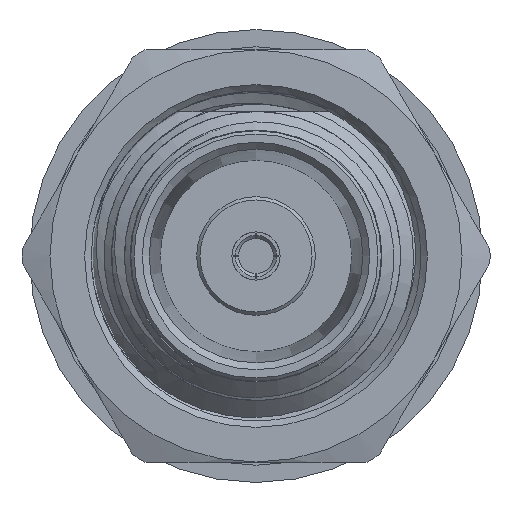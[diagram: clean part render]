
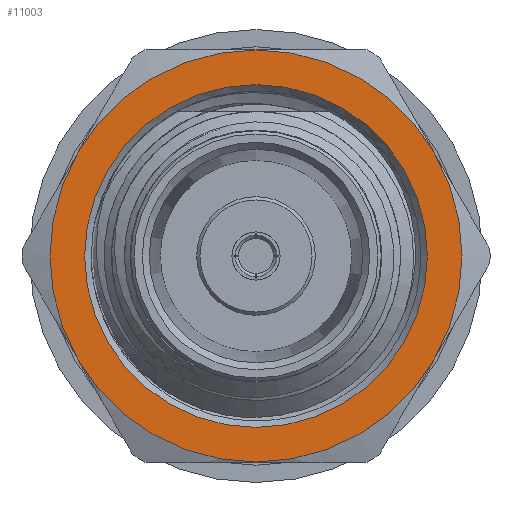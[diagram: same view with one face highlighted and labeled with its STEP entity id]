
A CAD part, left-side view. The second image highlights one B-rep face of the part: STEP entity #11003.
In plain terms, the highlighted planar face has unit normal (-1, 0, 0).
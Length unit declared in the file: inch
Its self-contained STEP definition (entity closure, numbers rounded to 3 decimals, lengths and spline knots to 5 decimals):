
#743 = CARTESIAN_POINT ( 'NONE',  ( 0.45, 0., -0.3125 ) ) ;
#1734 = ORIENTED_EDGE ( 'NONE', *, *, #2411, .T. ) ;
#2004 = AXIS2_PLACEMENT_3D ( 'NONE', #5634, #10696, #15781 ) ;
#2293 = AXIS2_PLACEMENT_3D ( 'NONE', #14336, #4508, #13166 ) ;
#2411 = EDGE_CURVE ( 'NONE', #8456, #15028, #2759, .T. ) ;
#2663 = ORIENTED_EDGE ( 'NONE', *, *, #5209, .T. ) ;
#2759 = CIRCLE ( 'NONE', #14987, 0.3125 ) ;
#3035 = DIRECTION ( 'NONE',  ( -1., 0., 0. ) ) ;
#3682 = DIRECTION ( 'NONE',  ( 0., 0.5, -0.866 ) ) ;
#4022 = CIRCLE ( 'NONE', #13824, 0.3125 ) ;
#4057 = ORIENTED_EDGE ( 'NONE', *, *, #14963, .T. ) ;
#4172 = CARTESIAN_POINT ( 'NONE',  ( 0.45, 0., 0.3125 ) ) ;
#4251 = CARTESIAN_POINT ( 'NONE',  ( 0.45, 0.27063, 0.15625 ) ) ;
#4259 = CIRCLE ( 'NONE', #15689, 0.3125 ) ;
#4401 = ORIENTED_EDGE ( 'NONE', *, *, #12283, .T. ) ;
#4508 = DIRECTION ( 'NONE',  ( 1., 0., 0. ) ) ;
#5112 = EDGE_CURVE ( 'NONE', #11368, #11411, #6544, .T. ) ;
#5209 = EDGE_CURVE ( 'NONE', #8553, #10304, #8122, .T. ) ;
#5634 = CARTESIAN_POINT ( 'NONE',  ( 0.45, 0., 0. ) ) ;
#5979 = DIRECTION ( 'NONE',  ( -1., 0., 0. ) ) ;
#6280 = AXIS2_PLACEMENT_3D ( 'NONE', #14601, #3035, #7037 ) ;
#6440 = AXIS2_PLACEMENT_3D ( 'NONE', #11196, #12435, #8774 ) ;
#6544 = CIRCLE ( 'NONE', #6280, 0.3125 ) ;
#6559 = DIRECTION ( 'NONE',  ( -1., 0., 0. ) ) ;
#6974 = DIRECTION ( 'NONE',  ( 0., 0.5, -0.866 ) ) ;
#7036 = PLANE ( 'NONE',  #6440 ) ;
#7037 = DIRECTION ( 'NONE',  ( 0., 0.5, -0.866 ) ) ;
#7272 = EDGE_CURVE ( 'NONE', #11679, #11679, #9466, .T. ) ;
#7842 = DIRECTION ( 'NONE',  ( 0., 0.5, -0.866 ) ) ;
#8122 = CIRCLE ( 'NONE', #2004, 0.3125 ) ;
#8240 = CIRCLE ( 'NONE', #14620, 0.3125 ) ;
#8367 = ORIENTED_EDGE ( 'NONE', *, *, #7272, .T. ) ;
#8456 = VERTEX_POINT ( 'NONE', #743 ) ;
#8491 = ORIENTED_EDGE ( 'NONE', *, *, #16095, .T. ) ;
#8553 = VERTEX_POINT ( 'NONE', #14573 ) ;
#8774 = DIRECTION ( 'NONE',  ( 0., 0.5, -0.866 ) ) ;
#8839 = CARTESIAN_POINT ( 'NONE',  ( 0.45, 0., 0. ) ) ;
#9011 = CARTESIAN_POINT ( 'NONE',  ( 0.45, 0.13, -0.22517 ) ) ;
#9466 = CIRCLE ( 'NONE', #2293, 0.26 ) ;
#9519 = FACE_BOUND ( 'NONE', #9944, .T. ) ;
#9944 = EDGE_LOOP ( 'NONE', ( #8367 ) ) ;
#10304 = VERTEX_POINT ( 'NONE', #4172 ) ;
#10696 = DIRECTION ( 'NONE',  ( -1., 0., 0. ) ) ;
#10971 = CARTESIAN_POINT ( 'NONE',  ( 0.45, 0., 0. ) ) ;
#11003 = ADVANCED_FACE ( 'NONE', ( #9519, #14600 ), #7036, .T. ) ;
#11196 = CARTESIAN_POINT ( 'NONE',  ( 0.45, 0., 0. ) ) ;
#11368 = VERTEX_POINT ( 'NONE', #4251 ) ;
#11411 = VERTEX_POINT ( 'NONE', #12476 ) ;
#11549 = DIRECTION ( 'NONE',  ( 0., 0.5, -0.866 ) ) ;
#11590 = CARTESIAN_POINT ( 'NONE',  ( 0.45, -0.27063, -0.15625 ) ) ;
#11679 = VERTEX_POINT ( 'NONE', #9011 ) ;
#12283 = EDGE_CURVE ( 'NONE', #11411, #8456, #4259, .T. ) ;
#12287 = ORIENTED_EDGE ( 'NONE', *, *, #5112, .T. ) ;
#12435 = DIRECTION ( 'NONE',  ( -1., 0., 0. ) ) ;
#12476 = CARTESIAN_POINT ( 'NONE',  ( 0.45, 0.27063, -0.15625 ) ) ;
#12672 = DIRECTION ( 'NONE',  ( -1., 0., 0. ) ) ;
#13166 = DIRECTION ( 'NONE',  ( 0., 0.5, -0.866 ) ) ;
#13478 = EDGE_LOOP ( 'NONE', ( #4401, #1734, #4057, #2663, #8491, #12287 ) ) ;
#13824 = AXIS2_PLACEMENT_3D ( 'NONE', #14174, #15415, #7842 ) ;
#14174 = CARTESIAN_POINT ( 'NONE',  ( 0.45, 0., 0. ) ) ;
#14336 = CARTESIAN_POINT ( 'NONE',  ( 0.45, 0., 0. ) ) ;
#14573 = CARTESIAN_POINT ( 'NONE',  ( 0.45, -0.27063, 0.15625 ) ) ;
#14600 = FACE_OUTER_BOUND ( 'NONE', #13478, .T. ) ;
#14601 = CARTESIAN_POINT ( 'NONE',  ( 0.45, 0., 0. ) ) ;
#14620 = AXIS2_PLACEMENT_3D ( 'NONE', #8839, #12672, #3682 ) ;
#14963 = EDGE_CURVE ( 'NONE', #15028, #8553, #4022, .T. ) ;
#14987 = AXIS2_PLACEMENT_3D ( 'NONE', #10971, #5979, #6974 ) ;
#15028 = VERTEX_POINT ( 'NONE', #11590 ) ;
#15211 = CARTESIAN_POINT ( 'NONE',  ( 0.45, 0., 0. ) ) ;
#15415 = DIRECTION ( 'NONE',  ( -1., 0., 0. ) ) ;
#15689 = AXIS2_PLACEMENT_3D ( 'NONE', #15211, #6559, #11549 ) ;
#15781 = DIRECTION ( 'NONE',  ( 0., 0.5, -0.866 ) ) ;
#16095 = EDGE_CURVE ( 'NONE', #10304, #11368, #8240, .T. ) ;
